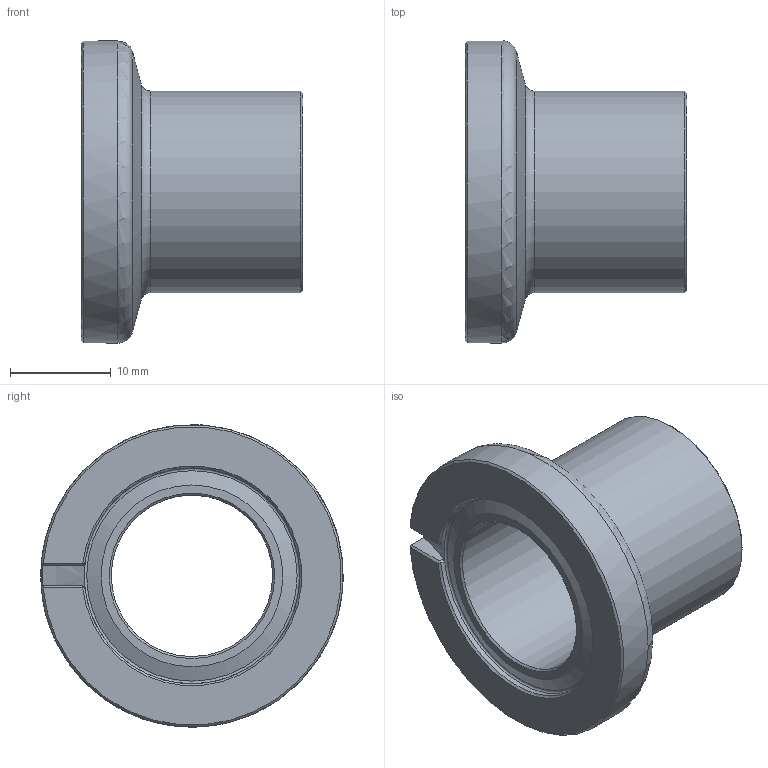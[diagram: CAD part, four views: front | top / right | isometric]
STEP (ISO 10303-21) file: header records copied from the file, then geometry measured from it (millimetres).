
FILE_DESCRIPTION(/* description */ (''),/* implementation_level */ '2;1');
FILE_NAME(/* name */ '32.016005.631.316',/* time_stamp */ '2019-03-21T11:12:28+01:00',/* author */ ('Murat Coskun Bicak'),/* organization */ ('Evac AG'),/* preprocessor_version */ 'ST-DEVELOPER v16.7',/* originating_system */ 'DEX',/* authorisation */ $);
FILE_SCHEMA (('AUTOMOTIVE_DESIGN {1 0 10303 214 3 1 1}'));
Length unit declared in the file: millimetre
Products named in the file (1): 32.016005.631.316
Bounding box: 22 x 29.98 x 29.98 mm (x, y, z)
Volume: 4489.3 mm3; surface area: 3543.9 mm2
Topology: 1 solids, 1 shells, 31 faces, 69 edges, 40 vertices
Faces by surface type: plane 15, cone 7, cylinder 5, torus 3, bspline 1
Full cylindrical faces by diameter (mm): 16 x1, 20 x1, 21.4 x1, 30 x1
Entity records: 764 total; most frequent: CARTESIAN_POINT 149, DIRECTION 124, ORIENTED_EDGE 100, AXIS2_PLACEMENT_3D 52, EDGE_CURVE 50, EDGE_LOOP 45, FACE_BOUND 45, VERTEX_POINT 33
